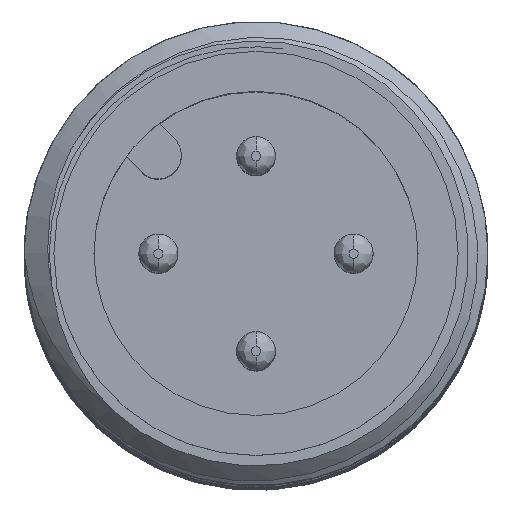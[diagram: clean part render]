
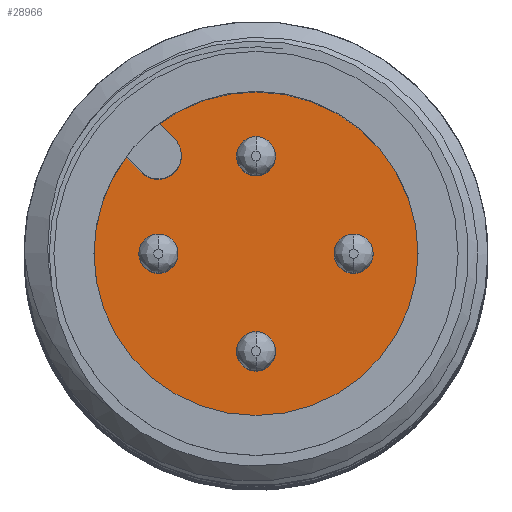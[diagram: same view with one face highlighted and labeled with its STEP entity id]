
A CAD part, top view. The second image highlights one B-rep face of the part: STEP entity #28966.
In plain terms, the highlighted planar face has unit normal (0, 0, 1).
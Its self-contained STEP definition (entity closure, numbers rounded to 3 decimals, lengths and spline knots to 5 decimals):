
#17821=CARTESIAN_POINT('',(0.,0.,2.56693));
#17822=DIRECTION('',(0.,0.,1.));
#17823=DIRECTION('',(0.,-1.,0.));
#17824=AXIS2_PLACEMENT_3D('',#17821,#17822,#17823);
#17826=CARTESIAN_POINT('',(0.,0.,2.56693));
#17827=DIRECTION('',(0.,0.,-1.));
#17828=DIRECTION('',(0.,-1.,0.));
#17829=AXIS2_PLACEMENT_3D('',#17826,#17827,#17828);
#17839=CARTESIAN_POINT('',(0.,0.,2.56693));
#17840=DIRECTION('',(0.,0.,-1.));
#17841=DIRECTION('',(-0.597,0.802,0.));
#17842=AXIS2_PLACEMENT_3D('',#17839,#17840,#17841);
#17844=DIRECTION('',(0.707,-0.707,0.));
#17845=VECTOR('',#17844,0.02191);
#17846=CARTESIAN_POINT('',(-0.13102,0.09761,
2.56693));
#17847=LINE('',#17846,#17845);
#17848=DIRECTION('',(-0.707,0.707,0.));
#17849=VECTOR('',#17848,0.02191);
#17850=CARTESIAN_POINT('',(-0.08212,0.11553,
2.56693));
#17851=LINE('',#17850,#17849);
#17852=CARTESIAN_POINT('',(0.,0.09843,2.56693));
#17853=DIRECTION('',(0.,0.,1.));
#17854=DIRECTION('',(0.,1.,0.));
#17855=AXIS2_PLACEMENT_3D('',#17852,#17853,#17854);
#17857=CARTESIAN_POINT('',(0.,0.09843,2.56693));
#17858=DIRECTION('',(0.,0.,1.));
#17859=DIRECTION('',(0.,-1.,0.));
#17860=AXIS2_PLACEMENT_3D('',#17857,#17858,#17859);
#17862=CARTESIAN_POINT('',(-0.09843,0.,2.56693));
#17863=DIRECTION('',(0.,0.,1.));
#17864=DIRECTION('',(0.,1.,0.));
#17865=AXIS2_PLACEMENT_3D('',#17862,#17863,#17864);
#17867=CARTESIAN_POINT('',(-0.09843,0.,2.56693));
#17868=DIRECTION('',(0.,0.,1.));
#17869=DIRECTION('',(0.,-1.,0.));
#17870=AXIS2_PLACEMENT_3D('',#17867,#17868,#17869);
#17872=CARTESIAN_POINT('',(0.09843,0.,2.56693));
#17873=DIRECTION('',(0.,0.,1.));
#17874=DIRECTION('',(0.,1.,0.));
#17875=AXIS2_PLACEMENT_3D('',#17872,#17873,#17874);
#17877=CARTESIAN_POINT('',(0.09843,0.,2.56693));
#17878=DIRECTION('',(0.,0.,1.));
#17879=DIRECTION('',(0.,-1.,0.));
#17880=AXIS2_PLACEMENT_3D('',#17877,#17878,#17879);
#17882=CARTESIAN_POINT('',(0.,-0.09843,2.56693));
#17883=DIRECTION('',(0.,0.,1.));
#17884=DIRECTION('',(0.,1.,0.));
#17885=AXIS2_PLACEMENT_3D('',#17882,#17883,#17884);
#17887=CARTESIAN_POINT('',(0.,-0.09843,2.56693));
#17888=DIRECTION('',(0.,0.,1.));
#17889=DIRECTION('',(0.,-1.,0.));
#17890=AXIS2_PLACEMENT_3D('',#17887,#17888,#17889);
#17900=CARTESIAN_POINT('',(-0.09883,0.09883,
2.56693));
#17901=DIRECTION('',(0.,0.,-1.));
#17902=DIRECTION('',(0.707,0.707,0.));
#17903=AXIS2_PLACEMENT_3D('',#17900,#17901,#17902);
#18421=CARTESIAN_POINT('',(0.,-0.16339,2.56693));
#18423=VERTEX_POINT('',#18421);
#18435=CARTESIAN_POINT('',(0.,0.16339,2.56693));
#18437=VERTEX_POINT('',#18435);
#18449=CARTESIAN_POINT('',(0.,0.11811,2.56693));
#18450=CARTESIAN_POINT('',(0.,0.07874,2.56693));
#18451=VERTEX_POINT('',#18449);
#18452=VERTEX_POINT('',#18450);
#18453=CARTESIAN_POINT('',(-0.09843,0.01969,
2.56693));
#18454=CARTESIAN_POINT('',(-0.09843,-0.01969,
2.56693));
#18455=VERTEX_POINT('',#18453);
#18456=VERTEX_POINT('',#18454);
#18457=CARTESIAN_POINT('',(0.09843,0.01969,
2.56693));
#18458=CARTESIAN_POINT('',(0.09843,-0.01969,
2.56693));
#18459=VERTEX_POINT('',#18457);
#18460=VERTEX_POINT('',#18458);
#18461=CARTESIAN_POINT('',(0.,-0.07874,2.56693));
#18462=CARTESIAN_POINT('',(0.,-0.11811,2.56693));
#18463=VERTEX_POINT('',#18461);
#18464=VERTEX_POINT('',#18462);
#18481=CARTESIAN_POINT('',(-0.13102,0.09761,
2.56693));
#18482=VERTEX_POINT('',#18481);
#18483=CARTESIAN_POINT('',(-0.09761,0.13102,
2.56693));
#18484=VERTEX_POINT('',#18483);
#18585=CARTESIAN_POINT('',(-0.08212,0.11553,
2.56693));
#18586=VERTEX_POINT('',#18585);
#18587=CARTESIAN_POINT('',(-0.11553,0.08212,
2.56693));
#18588=VERTEX_POINT('',#18587);
#28926=CARTESIAN_POINT('',(0.,0.,2.56693));
#28927=DIRECTION('',(0.,0.,1.));
#28928=DIRECTION('',(0.,1.,0.));
#28929=AXIS2_PLACEMENT_3D('',#28926,#28927,#28928);
#28930=PLANE('',#28929);
#28932=ORIENTED_EDGE('',*,*,#28931,.T.);
#28934=ORIENTED_EDGE('',*,*,#28933,.F.);
#28936=ORIENTED_EDGE('',*,*,#28935,.T.);
#28937=ORIENTED_EDGE('',*,*,#28915,.T.);
#28938=ORIENTED_EDGE('',*,*,#28897,.F.);
#28939=ORIENTED_EDGE('',*,*,#28910,.T.);
#28940=EDGE_LOOP('',(#28932,#28934,#28936,#28937,#28938,#28939));
#28941=FACE_OUTER_BOUND('',#28940,.F.);
#28943=ORIENTED_EDGE('',*,*,#28942,.T.);
#28945=ORIENTED_EDGE('',*,*,#28944,.T.);
#28946=EDGE_LOOP('',(#28943,#28945));
#28947=FACE_BOUND('',#28946,.F.);
#28949=ORIENTED_EDGE('',*,*,#28948,.T.);
#28951=ORIENTED_EDGE('',*,*,#28950,.T.);
#28952=EDGE_LOOP('',(#28949,#28951));
#28953=FACE_BOUND('',#28952,.F.);
#28955=ORIENTED_EDGE('',*,*,#28954,.T.);
#28957=ORIENTED_EDGE('',*,*,#28956,.T.);
#28958=EDGE_LOOP('',(#28955,#28957));
#28959=FACE_BOUND('',#28958,.F.);
#28961=ORIENTED_EDGE('',*,*,#28960,.T.);
#28963=ORIENTED_EDGE('',*,*,#28962,.T.);
#28964=EDGE_LOOP('',(#28961,#28963));
#28965=FACE_BOUND('',#28964,.F.);
#28966=ADVANCED_FACE('',(#28941,#28947,#28953,#28959,#28965),#28930,.T.);
#17825=CIRCLE('',#17824,0.16339);
#17830=CIRCLE('',#17829,0.16339);
#17843=CIRCLE('',#17842,0.16339);
#17856=CIRCLE('',#17855,0.01969);
#17861=CIRCLE('',#17860,0.01969);
#17866=CIRCLE('',#17865,0.01969);
#17871=CIRCLE('',#17870,0.01969);
#17876=CIRCLE('',#17875,0.01969);
#17881=CIRCLE('',#17880,0.01969);
#17886=CIRCLE('',#17885,0.01969);
#17891=CIRCLE('',#17890,0.01969);
#17904=CIRCLE('',#17903,0.02362);
#28897=EDGE_CURVE('',#18423,#18437,#17825,.T.);
#28910=EDGE_CURVE('',#18423,#18482,#17830,.T.);
#28915=EDGE_CURVE('',#18484,#18437,#17843,.T.);
#28931=EDGE_CURVE('',#18482,#18588,#17847,.T.);
#28933=EDGE_CURVE('',#18586,#18588,#17904,.T.);
#28935=EDGE_CURVE('',#18586,#18484,#17851,.T.);
#28942=EDGE_CURVE('',#18451,#18452,#17856,.T.);
#28944=EDGE_CURVE('',#18452,#18451,#17861,.T.);
#28948=EDGE_CURVE('',#18455,#18456,#17866,.T.);
#28950=EDGE_CURVE('',#18456,#18455,#17871,.T.);
#28954=EDGE_CURVE('',#18459,#18460,#17876,.T.);
#28956=EDGE_CURVE('',#18460,#18459,#17881,.T.);
#28960=EDGE_CURVE('',#18463,#18464,#17886,.T.);
#28962=EDGE_CURVE('',#18464,#18463,#17891,.T.);
